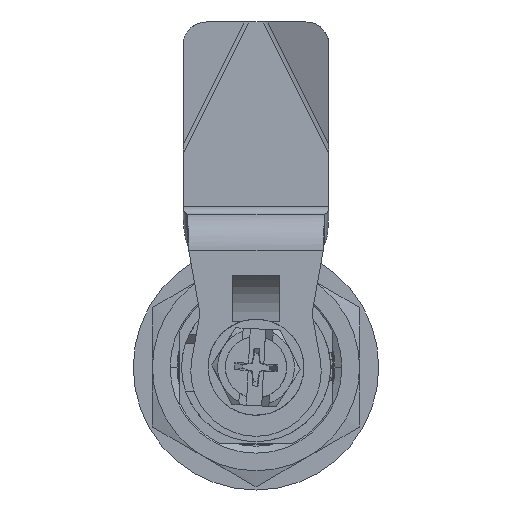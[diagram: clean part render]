
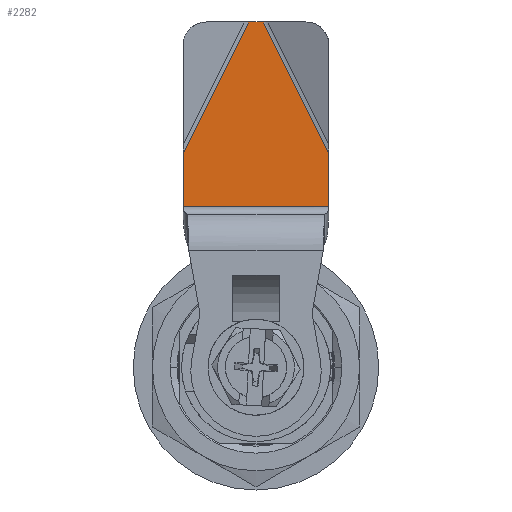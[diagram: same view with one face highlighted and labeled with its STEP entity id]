
A CAD part, front view. The second image highlights one B-rep face of the part: STEP entity #2282.
In plain terms, the highlighted planar face has unit normal (0, -1, 0).
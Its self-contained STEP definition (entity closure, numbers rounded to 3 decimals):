
#281 = DIRECTION ( 'NONE',  ( -0.447, 0., -0.894 ) ) ;
#603 = EDGE_CURVE ( 'NONE', #8612, #11841, #8263, .T. ) ;
#787 = FACE_OUTER_BOUND ( 'NONE', #1195, .T. ) ;
#980 = CARTESIAN_POINT ( 'NONE',  ( 20.187, -60.001, 6.525 ) ) ;
#1195 = EDGE_LOOP ( 'NONE', ( #11926, #12092, #2836, #10258, #8005, #8492 ) ) ;
#1320 = CARTESIAN_POINT ( 'NONE',  ( -20.187, -60.001, 6.525 ) ) ;
#1716 = DIRECTION ( 'NONE',  ( -1., 0., 0. ) ) ;
#2224 = DIRECTION ( 'NONE',  ( 0., 0., -1. ) ) ;
#2282 = ADVANCED_FACE ( 'NONE', ( #787 ), #14227, .T. ) ;
#2658 = EDGE_CURVE ( 'NONE', #13159, #3275, #4440, .T. ) ;
#2686 = CARTESIAN_POINT ( 'NONE',  ( 9.5, -60.001, -3.568 ) ) ;
#2800 = CARTESIAN_POINT ( 'NONE',  ( 9.5, -60.001, 20.908 ) ) ;
#2836 = ORIENTED_EDGE ( 'NONE', *, *, #603, .T. ) ;
#2939 = VECTOR ( 'NONE', #3770, 1000. ) ;
#2969 = LINE ( 'NONE', #980, #8537 ) ;
#3124 = EDGE_CURVE ( 'NONE', #6221, #8612, #9809, .T. ) ;
#3190 = DIRECTION ( 'NONE',  ( 0., 0., -1. ) ) ;
#3275 = VERTEX_POINT ( 'NONE', #5220 ) ;
#3770 = DIRECTION ( 'NONE',  ( 0., 0., 1. ) ) ;
#4440 = LINE ( 'NONE', #10243, #8819 ) ;
#4701 = AXIS2_PLACEMENT_3D ( 'NONE', #9994, #10356, #3190 ) ;
#4843 = VECTOR ( 'NONE', #281, 1000. ) ;
#5220 = CARTESIAN_POINT ( 'NONE',  ( -0.949, -60.001, 45.002 ) ) ;
#5860 = CARTESIAN_POINT ( 'NONE',  ( 9.5, -60.001, 27.899 ) ) ;
#6108 = EDGE_CURVE ( 'NONE', #3275, #14535, #8857, .T. ) ;
#6221 = VERTEX_POINT ( 'NONE', #11462 ) ;
#7528 = DIRECTION ( 'NONE',  ( 1., 0., 0. ) ) ;
#8005 = ORIENTED_EDGE ( 'NONE', *, *, #2658, .T. ) ;
#8263 = LINE ( 'NONE', #2686, #2939 ) ;
#8492 = ORIENTED_EDGE ( 'NONE', *, *, #6108, .T. ) ;
#8537 = VECTOR ( 'NONE', #9901, 1000. ) ;
#8612 = VERTEX_POINT ( 'NONE', #2800 ) ;
#8769 = VECTOR ( 'NONE', #7528, 1000. ) ;
#8803 = CARTESIAN_POINT ( 'NONE',  ( 0.949, -60.001, 45.002 ) ) ;
#8819 = VECTOR ( 'NONE', #1716, 1000. ) ;
#8857 = LINE ( 'NONE', #1320, #4843 ) ;
#9809 = LINE ( 'NONE', #14287, #8769 ) ;
#9901 = DIRECTION ( 'NONE',  ( -0.447, 0., 0.894 ) ) ;
#9994 = CARTESIAN_POINT ( 'NONE',  ( 0., -60.001, -3.568 ) ) ;
#10243 = CARTESIAN_POINT ( 'NONE',  ( 0., -60.001, 45.002 ) ) ;
#10258 = ORIENTED_EDGE ( 'NONE', *, *, #11464, .T. ) ;
#10356 = DIRECTION ( 'NONE',  ( 0., -1., 0. ) ) ;
#11329 = CARTESIAN_POINT ( 'NONE',  ( -9.5, -60.001, 27.899 ) ) ;
#11462 = CARTESIAN_POINT ( 'NONE',  ( -9.5, -60.001, 20.908 ) ) ;
#11464 = EDGE_CURVE ( 'NONE', #11841, #13159, #2969, .T. ) ;
#11841 = VERTEX_POINT ( 'NONE', #5860 ) ;
#11884 = LINE ( 'NONE', #13922, #12787 ) ;
#11926 = ORIENTED_EDGE ( 'NONE', *, *, #14432, .T. ) ;
#12092 = ORIENTED_EDGE ( 'NONE', *, *, #3124, .T. ) ;
#12787 = VECTOR ( 'NONE', #2224, 1000. ) ;
#13159 = VERTEX_POINT ( 'NONE', #8803 ) ;
#13922 = CARTESIAN_POINT ( 'NONE',  ( -9.5, -60.001, -3.568 ) ) ;
#14227 = PLANE ( 'NONE',  #4701 ) ;
#14287 = CARTESIAN_POINT ( 'NONE',  ( 0., -60.001, 20.908 ) ) ;
#14432 = EDGE_CURVE ( 'NONE', #14535, #6221, #11884, .T. ) ;
#14535 = VERTEX_POINT ( 'NONE', #11329 ) ;
